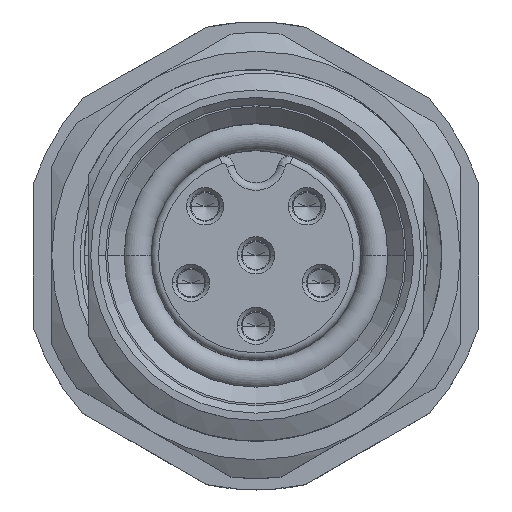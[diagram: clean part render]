
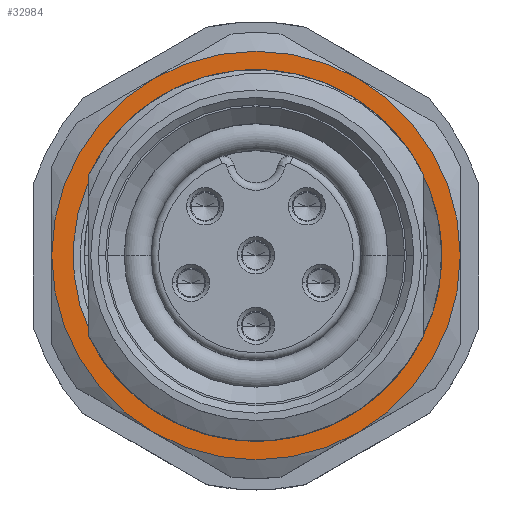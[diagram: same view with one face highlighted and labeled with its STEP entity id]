
A CAD part, top view. The second image highlights one B-rep face of the part: STEP entity #32984.
In plain terms, the highlighted planar face has unit normal (0, 0, 1).
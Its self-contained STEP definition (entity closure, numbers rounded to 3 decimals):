
#31692=CARTESIAN_POINT('',(-0.777,4.863,2.2));
#31693=CARTESIAN_POINT('',(-0.581,4.903,2.2));
#31694=CARTESIAN_POINT('',(-0.186,4.959,2.2));
#31695=CARTESIAN_POINT('',(0.416,4.97,2.2));
#31696=CARTESIAN_POINT('',(0.815,4.929,2.2));
#31697=CARTESIAN_POINT('',(1.015,4.896,2.2));
#31699=CARTESIAN_POINT('',(4.763,-1.521,2.2));
#31700=CARTESIAN_POINT('',(4.693,-1.711,2.2));
#31701=CARTESIAN_POINT('',(4.533,-2.079,2.2));
#31702=CARTESIAN_POINT('',(4.227,-2.598,2.2));
#31703=CARTESIAN_POINT('',(3.986,-2.914,2.2));
#31704=CARTESIAN_POINT('',(3.855,-3.065,2.2));
#31706=CARTESIAN_POINT('',(1.015,4.896,2.2));
#31707=CARTESIAN_POINT('',(1.209,4.856,2.2));
#31708=CARTESIAN_POINT('',(1.588,4.753,2.2));
#31709=CARTESIAN_POINT('',(2.132,4.535,2.2));
#31710=CARTESIAN_POINT('',(2.638,4.261,2.2));
#31711=CARTESIAN_POINT('',(3.114,3.927,2.2));
#31712=CARTESIAN_POINT('',(3.564,3.525,2.2));
#31713=CARTESIAN_POINT('',(3.985,3.044,2.2));
#31714=CARTESIAN_POINT('',(4.356,2.485,2.2));
#31715=CARTESIAN_POINT('',(4.653,1.873,2.2));
#31716=CARTESIAN_POINT('',(4.862,1.228,2.2));
#31717=CARTESIAN_POINT('',(4.977,0.594,2.2));
#31718=CARTESIAN_POINT('',(5.01,0.013,2.2));
#31719=CARTESIAN_POINT('',(4.982,-0.525,2.2));
#31720=CARTESIAN_POINT('',(4.901,-1.031,2.2));
#31721=CARTESIAN_POINT('',(4.815,-1.359,2.2));
#31722=CARTESIAN_POINT('',(4.763,-1.521,2.2));
#31724=CARTESIAN_POINT('',(0.,0.,2.2));
#31725=DIRECTION('',(0.,0.,1.));
#31726=DIRECTION('',(-1.,0.,0.));
#31727=AXIS2_PLACEMENT_3D('',#31724,#31725,#31726);
#31729=CARTESIAN_POINT('',(0.,0.,2.2));
#31730=DIRECTION('',(0.,0.,1.));
#31731=DIRECTION('',(-0.5,0.866,0.));
#31732=AXIS2_PLACEMENT_3D('',#31729,#31730,#31731);
#31734=CARTESIAN_POINT('',(0.,0.,2.2));
#31735=DIRECTION('',(0.,0.,1.));
#31736=DIRECTION('',(1.,0.,0.));
#31737=AXIS2_PLACEMENT_3D('',#31734,#31735,#31736);
#31739=CARTESIAN_POINT('',(0.,0.,2.2));
#31740=DIRECTION('',(0.,0.,1.));
#31741=DIRECTION('',(0.5,-0.866,0.));
#31742=AXIS2_PLACEMENT_3D('',#31739,#31740,#31741);
#31911=CARTESIAN_POINT('',(0.,0.,2.2));
#31912=DIRECTION('',(0.,0.,-1.));
#31913=DIRECTION('',(0.783,-0.622,0.));
#31914=AXIS2_PLACEMENT_3D('',#31911,#31912,#31913);
#32094=CARTESIAN_POINT('',(0.,0.,2.2));
#32095=DIRECTION('',(0.,0.,1.));
#32096=DIRECTION('',(-0.5,-0.866,0.));
#32097=AXIS2_PLACEMENT_3D('',#32094,#32095,#32096);
#32390=CARTESIAN_POINT('',(0.,0.,2.2));
#32391=DIRECTION('',(0.,0.,1.));
#32392=DIRECTION('',(0.5,0.866,0.));
#32393=AXIS2_PLACEMENT_3D('',#32390,#32391,#32392);
#32422=VERTEX_POINT('',#31692);
#32423=VERTEX_POINT('',#31697);
#32424=VERTEX_POINT('',#31722);
#32425=VERTEX_POINT('',#31704);
#32451=CARTESIAN_POINT('',(2.75,-4.763,2.2));
#32452=CARTESIAN_POINT('',(5.5,0.,2.2));
#32453=VERTEX_POINT('',#32451);
#32454=VERTEX_POINT('',#32452);
#32455=CARTESIAN_POINT('',(2.75,4.763,2.2));
#32456=VERTEX_POINT('',#32455);
#32457=CARTESIAN_POINT('',(-2.75,4.763,2.2));
#32458=CARTESIAN_POINT('',(-5.5,0.,2.2));
#32459=VERTEX_POINT('',#32457);
#32460=VERTEX_POINT('',#32458);
#32461=CARTESIAN_POINT('',(-2.75,-4.763,2.2));
#32462=VERTEX_POINT('',#32461);
#32956=CARTESIAN_POINT('',(0.,0.,2.2));
#32957=DIRECTION('',(0.,0.,1.));
#32958=DIRECTION('',(1.,0.,0.));
#32959=AXIS2_PLACEMENT_3D('',#32956,#32957,#32958);
#32960=PLANE('',#32959);
#32962=ORIENTED_EDGE('',*,*,#32961,.F.);
#32964=ORIENTED_EDGE('',*,*,#32963,.F.);
#32966=ORIENTED_EDGE('',*,*,#32965,.F.);
#32968=ORIENTED_EDGE('',*,*,#32967,.F.);
#32970=ORIENTED_EDGE('',*,*,#32969,.F.);
#32972=ORIENTED_EDGE('',*,*,#32971,.F.);
#32973=EDGE_LOOP('',(#32962,#32964,#32966,#32968,#32970,#32972));
#32974=FACE_OUTER_BOUND('',#32973,.F.);
#32976=ORIENTED_EDGE('',*,*,#32975,.F.);
#32978=ORIENTED_EDGE('',*,*,#32977,.F.);
#32980=ORIENTED_EDGE('',*,*,#32979,.F.);
#32981=ORIENTED_EDGE('',*,*,#32946,.F.);
#32982=EDGE_LOOP('',(#32976,#32978,#32980,#32981));
#32983=FACE_BOUND('',#32982,.F.);
#31698=B_SPLINE_CURVE_WITH_KNOTS('',3,(#31692,#31693,#31694,#31695,#31696,
#31697),.UNSPECIFIED.,.F.,.F.,(4,1,1,4),(0.,0.333,
0.667,1.),.UNSPECIFIED.);
#31705=B_SPLINE_CURVE_WITH_KNOTS('',3,(#31699,#31700,#31701,#31702,#31703,
#31704),.UNSPECIFIED.,.F.,.F.,(4,1,1,4),(0.,0.333,
0.667,1.),.UNSPECIFIED.);
#31723=B_SPLINE_CURVE_WITH_KNOTS('',3,(#31706,#31707,#31708,#31709,#31710,
#31711,#31712,#31713,#31714,#31715,#31716,#31717,#31718,#31719,#31720,#31721,
#31722),.UNSPECIFIED.,.F.,.F.,(4,1,1,1,1,1,1,1,1,1,1,1,1,1,4),(0.,
0.071,0.143,0.214,0.286,
0.357,0.429,0.5,0.571,0.643,
0.714,0.786,0.857,0.929,1.),
.UNSPECIFIED.);
#31728=CIRCLE('',#31727,5.5);
#31733=CIRCLE('',#31732,5.5);
#31738=CIRCLE('',#31737,5.5);
#31743=CIRCLE('',#31742,5.5);
#31915=CIRCLE('',#31914,4.925);
#32098=CIRCLE('',#32097,5.5);
#32394=CIRCLE('',#32393,5.5);
#32946=EDGE_CURVE('',#32423,#32424,#31723,.T.);
#32961=EDGE_CURVE('',#32462,#32453,#32098,.T.);
#32963=EDGE_CURVE('',#32460,#32462,#31728,.T.);
#32965=EDGE_CURVE('',#32459,#32460,#31733,.T.);
#32967=EDGE_CURVE('',#32456,#32459,#32394,.T.);
#32969=EDGE_CURVE('',#32454,#32456,#31738,.T.);
#32971=EDGE_CURVE('',#32453,#32454,#31743,.T.);
#32975=EDGE_CURVE('',#32422,#32423,#31698,.T.);
#32977=EDGE_CURVE('',#32425,#32422,#31915,.T.);
#32979=EDGE_CURVE('',#32424,#32425,#31705,.T.);
#32984=ADVANCED_FACE('',(#32974,#32983),#32960,.T.);
